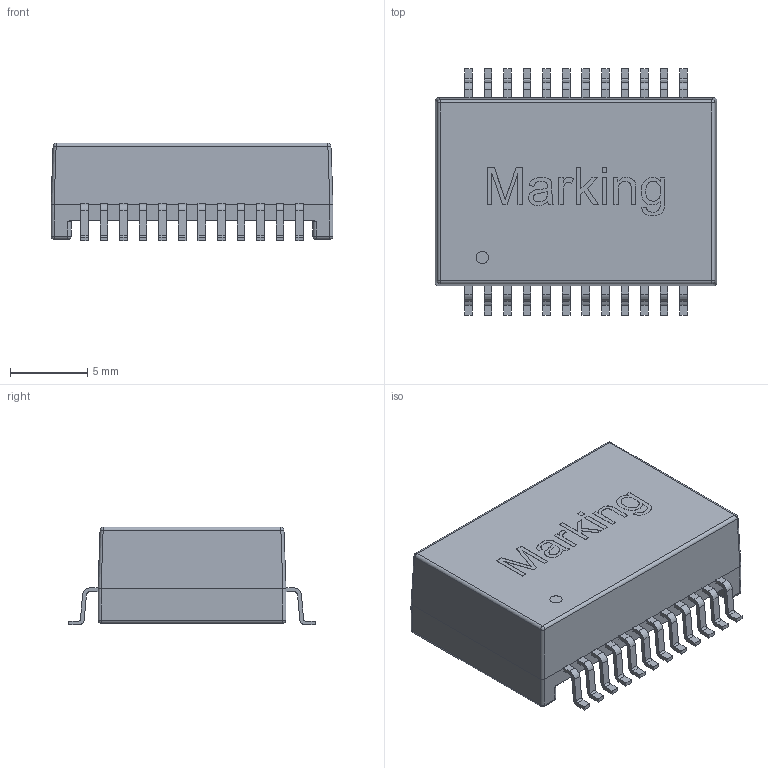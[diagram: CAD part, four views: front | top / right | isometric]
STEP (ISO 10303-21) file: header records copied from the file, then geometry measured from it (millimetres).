
FILE_DESCRIPTION( ( 'Unknown' ), '1' );
FILE_NAME( '7490220115.stp', 'Unknown', ( 'Unknown' ), ( 'Unknown' ), 'PSStep 17.0.49', 'Unknown', ' ' );
FILE_SCHEMA( ( 'AUTOMOTIVE_DESIGN { 1 0 10303 214 1 1 1 1 }' ) );
Length unit declared in the file: millimetre
Products named in the file (51): Assem1; 7490220115_Housing; 7490220115_Pins
Assembly tree (50 placements, depth 2):
  Assem1
    7490220115_Housing
    7490220115_Pins
    7490220115_Pins
    7490220115_Pins
    7490220115_Pins
    7490220115_Pins
    7490220115_Pins
    7490220115_Pins
    7490220115_Pins
    7490220115_Pins
    7490220115_Pins
    7490220115_Pins
    7490220115_Pins
    7490220115_Pins
    7490220115_Pins
    7490220115_Pins
    7490220115_Pins
    7490220115_Pins
    7490220115_Pins
    7490220115_Pins
    7490220115_Pins
    7490220115_Pins
    7490220115_Pins
    7490220115_Pins
    7490220115_Pins
    7490220115_Pins
    7490220115_Pins
    7490220115_Pins
    7490220115_Pins
    7490220115_Pins
    7490220115_Pins
    7490220115_Pins
    7490220115_Pins
    7490220115_Pins
    7490220115_Pins
    7490220115_Pins
    7490220115_Pins
    7490220115_Pins
    7490220115_Pins
    7490220115_Pins
    7490220115_Pins
    7490220115_Pins
    7490220115_Pins
    7490220115_Pins
    7490220115_Pins
    7490220115_Pins
    7490220115_Pins
    7490220115_Pins
    7490220115_Pins
    7490220115_Pins
Bounding box: 18.3 x 16 x 6.35 mm (x, y, z)
Volume: 1082.2 mm3; surface area: 2157.5 mm2
Topology: 50 solids, 50 shells, 800 faces, 1954 edges, 1244 vertices
Faces by surface type: plane 558, cylinder 170, extrusion 32, sphere 32, torus 8
Full cylindrical faces by diameter (mm): 0.8 x2
Entity records: 31454 total; most frequent: CARTESIAN_POINT 5855, ORIENTED_EDGE 3836, DIRECTION 3664, EDGE_CURVE 1918, VECTOR 1362, LINE 1330, VERTEX_POINT 1244, AXIS2_PLACEMENT_3D 1151
